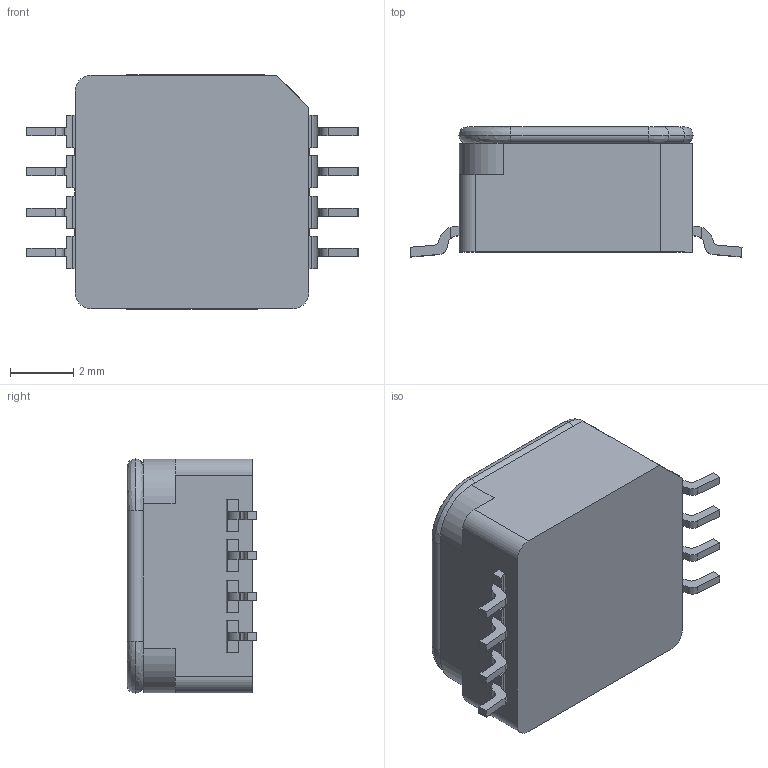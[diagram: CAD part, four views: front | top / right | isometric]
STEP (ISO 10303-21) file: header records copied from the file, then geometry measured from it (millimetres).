
FILE_DESCRIPTION (( 'STEP AP214' ), '1' );
FILE_NAME ('MP3H6115A.STEP', '2016-03-12T19:36:10', ( '' ), ( '' ), 'SwSTEP 2.0', 'SolidWorks 2015', '' );
FILE_SCHEMA (( 'AUTOMOTIVE_DESIGN' ));
Length unit declared in the file: millimetre
Products named in the file (1): MP3H6115A
Bounding box: 10.47 x 4.1 x 7.38 mm (x, y, z)
Volume: 147.5 mm3; surface area: 331.4 mm2
Topology: 1 solids, 1 shells, 194 faces, 528 edges, 348 vertices
Faces by surface type: plane 118, cylinder 57, bspline 19
Entity records: 8006 total; most frequent: CARTESIAN_POINT 1440, ORIENTED_EDGE 1056, DIRECTION 1033, EDGE_CURVE 528, VERTEX_POINT 348, VECTOR 347, LINE 347, AXIS2_PLACEMENT_3D 343
